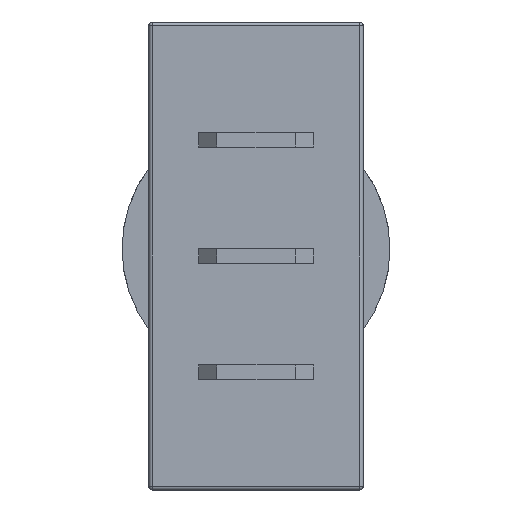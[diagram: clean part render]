
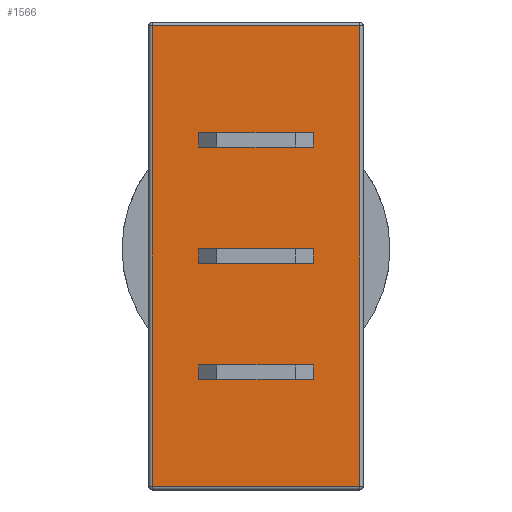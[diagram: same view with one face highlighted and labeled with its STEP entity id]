
A CAD part, front view. The second image highlights one B-rep face of the part: STEP entity #1566.
In plain terms, the highlighted planar face has unit normal (0, -1, 0).
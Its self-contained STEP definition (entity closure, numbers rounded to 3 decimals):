
#275=LINE('',#2297,#376);
#277=LINE('',#2305,#378);
#279=LINE('',#2315,#380);
#281=LINE('',#2324,#382);
#294=LINE('',#2361,#395);
#295=LINE('',#2363,#396);
#296=LINE('',#2365,#397);
#297=LINE('',#2366,#398);
#298=LINE('',#2369,#399);
#299=LINE('',#2371,#400);
#300=LINE('',#2373,#401);
#301=LINE('',#2374,#402);
#302=LINE('',#2377,#403);
#303=LINE('',#2379,#404);
#304=LINE('',#2381,#405);
#305=LINE('',#2382,#406);
#376=VECTOR('',#1852,10.);
#378=VECTOR('',#1860,10.);
#380=VECTOR('',#1872,10.);
#382=VECTOR('',#1884,10.);
#395=VECTOR('',#1921,10.);
#396=VECTOR('',#1922,10.);
#397=VECTOR('',#1923,10.);
#398=VECTOR('',#1924,10.);
#399=VECTOR('',#1925,10.);
#400=VECTOR('',#1926,10.);
#401=VECTOR('',#1927,10.);
#402=VECTOR('',#1928,10.);
#403=VECTOR('',#1929,10.);
#404=VECTOR('',#1930,10.);
#405=VECTOR('',#1931,10.);
#406=VECTOR('',#1932,10.);
#505=FACE_BOUND('',#615,.T.);
#506=FACE_BOUND('',#616,.T.);
#507=FACE_BOUND('',#617,.T.);
#529=FACE_OUTER_BOUND('',#614,.T.);
#614=EDGE_LOOP('',(#1167,#1168,#1169,#1170));
#615=EDGE_LOOP('',(#1171,#1172,#1173,#1174));
#616=EDGE_LOOP('',(#1175,#1176,#1177,#1178));
#617=EDGE_LOOP('',(#1179,#1180,#1181,#1182));
#783=VERTEX_POINT('',#2294);
#784=VERTEX_POINT('',#2296);
#787=VERTEX_POINT('',#2304);
#790=VERTEX_POINT('',#2314);
#803=VERTEX_POINT('',#2359);
#804=VERTEX_POINT('',#2360);
#805=VERTEX_POINT('',#2362);
#806=VERTEX_POINT('',#2364);
#807=VERTEX_POINT('',#2367);
#808=VERTEX_POINT('',#2368);
#809=VERTEX_POINT('',#2370);
#810=VERTEX_POINT('',#2372);
#811=VERTEX_POINT('',#2375);
#812=VERTEX_POINT('',#2376);
#813=VERTEX_POINT('',#2378);
#814=VERTEX_POINT('',#2380);
#915=EDGE_CURVE('',#783,#784,#275,.T.);
#919=EDGE_CURVE('',#784,#787,#277,.T.);
#924=EDGE_CURVE('',#787,#790,#279,.T.);
#929=EDGE_CURVE('',#790,#783,#281,.T.);
#947=EDGE_CURVE('',#803,#804,#294,.T.);
#948=EDGE_CURVE('',#804,#805,#295,.T.);
#949=EDGE_CURVE('',#805,#806,#296,.T.);
#950=EDGE_CURVE('',#806,#803,#297,.T.);
#951=EDGE_CURVE('',#807,#808,#298,.T.);
#952=EDGE_CURVE('',#808,#809,#299,.T.);
#953=EDGE_CURVE('',#809,#810,#300,.T.);
#954=EDGE_CURVE('',#810,#807,#301,.T.);
#955=EDGE_CURVE('',#811,#812,#302,.T.);
#956=EDGE_CURVE('',#812,#813,#303,.T.);
#957=EDGE_CURVE('',#813,#814,#304,.T.);
#958=EDGE_CURVE('',#814,#811,#305,.T.);
#1167=ORIENTED_EDGE('',*,*,#915,.F.);
#1168=ORIENTED_EDGE('',*,*,#929,.F.);
#1169=ORIENTED_EDGE('',*,*,#924,.F.);
#1170=ORIENTED_EDGE('',*,*,#919,.F.);
#1171=ORIENTED_EDGE('',*,*,#947,.T.);
#1172=ORIENTED_EDGE('',*,*,#948,.T.);
#1173=ORIENTED_EDGE('',*,*,#949,.T.);
#1174=ORIENTED_EDGE('',*,*,#950,.T.);
#1175=ORIENTED_EDGE('',*,*,#951,.T.);
#1176=ORIENTED_EDGE('',*,*,#952,.T.);
#1177=ORIENTED_EDGE('',*,*,#953,.T.);
#1178=ORIENTED_EDGE('',*,*,#954,.T.);
#1179=ORIENTED_EDGE('',*,*,#955,.T.);
#1180=ORIENTED_EDGE('',*,*,#956,.T.);
#1181=ORIENTED_EDGE('',*,*,#957,.T.);
#1182=ORIENTED_EDGE('',*,*,#958,.T.);
#1516=PLANE('',#1691);
#1566=ADVANCED_FACE('',(#529,#505,#506,#507),#1516,.F.);
#1691=AXIS2_PLACEMENT_3D('',#2358,#1919,#1920);
#1852=DIRECTION('',(-1.,0.,0.));
#1860=DIRECTION('',(0.,0.,1.));
#1872=DIRECTION('',(1.,0.,0.));
#1884=DIRECTION('',(0.,0.,-1.));
#1919=DIRECTION('center_axis',(0.,1.,0.));
#1920=DIRECTION('ref_axis',(0.,0.,1.));
#1921=DIRECTION('',(-1.,0.,0.));
#1922=DIRECTION('',(0.,0.,1.));
#1923=DIRECTION('',(1.,0.,0.));
#1924=DIRECTION('',(0.,0.,-1.));
#1925=DIRECTION('',(0.,0.,-1.));
#1926=DIRECTION('',(-1.,0.,0.));
#1927=DIRECTION('',(0.,0.,1.));
#1928=DIRECTION('',(1.,0.,0.));
#1929=DIRECTION('',(0.,0.,-1.));
#1930=DIRECTION('',(-1.,0.,0.));
#1931=DIRECTION('',(0.,0.,1.));
#1932=DIRECTION('',(1.,0.,0.));
#2294=CARTESIAN_POINT('',(5.8,0.,-12.9));
#2296=CARTESIAN_POINT('',(-5.8,0.,-12.9));
#2297=CARTESIAN_POINT('',(3.,0.,-12.9));
#2304=CARTESIAN_POINT('',(-5.8,0.,12.9));
#2305=CARTESIAN_POINT('',(-5.8,0.,-6.55));
#2314=CARTESIAN_POINT('',(5.8,0.,12.9));
#2315=CARTESIAN_POINT('',(-3.,0.,12.9));
#2324=CARTESIAN_POINT('',(5.8,0.,6.55));
#2358=CARTESIAN_POINT('Origin',(0.,0.,0.));
#2359=CARTESIAN_POINT('',(3.2,0.,6.1));
#2360=CARTESIAN_POINT('',(-3.2,0.,6.1));
#2361=CARTESIAN_POINT('',(-1.6,0.,6.1));
#2362=CARTESIAN_POINT('',(-3.2,0.,6.9));
#2363=CARTESIAN_POINT('',(-3.2,0.,3.45));
#2364=CARTESIAN_POINT('',(3.2,0.,6.9));
#2365=CARTESIAN_POINT('',(1.6,0.,6.9));
#2366=CARTESIAN_POINT('',(3.2,0.,3.05));
#2367=CARTESIAN_POINT('',(3.2,0.,0.4));
#2368=CARTESIAN_POINT('',(3.2,0.,-0.4));
#2369=CARTESIAN_POINT('',(3.2,0.,-0.2));
#2370=CARTESIAN_POINT('',(-3.2,0.,-0.4));
#2371=CARTESIAN_POINT('',(-1.6,0.,-0.4));
#2372=CARTESIAN_POINT('',(-3.2,0.,0.4));
#2373=CARTESIAN_POINT('',(-3.2,0.,0.2));
#2374=CARTESIAN_POINT('',(1.6,0.,0.4));
#2375=CARTESIAN_POINT('',(3.2,0.,-6.1));
#2376=CARTESIAN_POINT('',(3.2,0.,-6.9));
#2377=CARTESIAN_POINT('',(3.2,0.,-3.45));
#2378=CARTESIAN_POINT('',(-3.2,0.,-6.9));
#2379=CARTESIAN_POINT('',(-1.6,0.,-6.9));
#2380=CARTESIAN_POINT('',(-3.2,0.,-6.1));
#2381=CARTESIAN_POINT('',(-3.2,0.,-3.05));
#2382=CARTESIAN_POINT('',(1.6,0.,-6.1));
